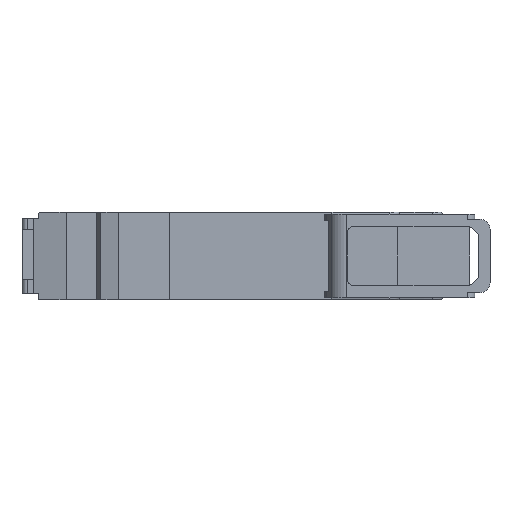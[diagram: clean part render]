
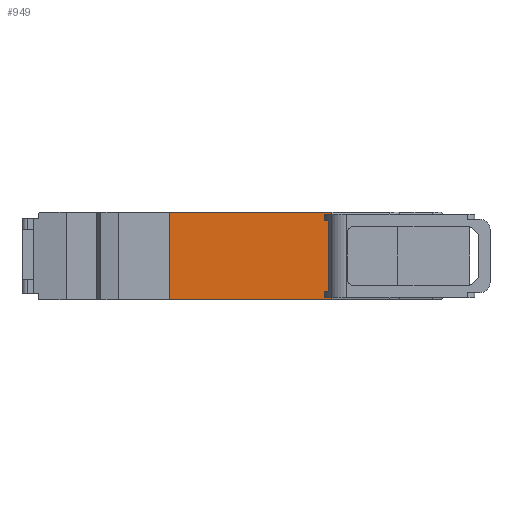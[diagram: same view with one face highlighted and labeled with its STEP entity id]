
A CAD part, front view. The second image highlights one B-rep face of the part: STEP entity #949.
In plain terms, the highlighted planar face has unit normal (0, -1, 0).
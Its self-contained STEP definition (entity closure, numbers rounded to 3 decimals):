
#949=ADVANCED_FACE('',(#2682),#2011,.T.);
#2011=PLANE('',#19326);
#2682=FACE_OUTER_BOUND('',#3714,.T.);
#3714=EDGE_LOOP('',(#8868,#8869,#8870,#8871,#8872,#8873,#8874,#8875,#8876,
#8877,#8878,#8879));
#4910=LINE('',#26482,#6779);
#4954=LINE('',#26592,#6823);
#5009=LINE('',#26730,#6878);
#5020=LINE('',#26754,#6889);
#5021=LINE('',#26756,#6890);
#5022=LINE('',#26758,#6891);
#5023=LINE('',#26760,#6892);
#5024=LINE('',#26762,#6893);
#5025=LINE('',#26764,#6894);
#5026=LINE('',#26766,#6895);
#5027=LINE('',#26768,#6896);
#5028=LINE('',#26770,#6897);
#6779=VECTOR('',#21100,1.);
#6823=VECTOR('',#21174,1.);
#6878=VECTOR('',#21271,1.);
#6889=VECTOR('',#21298,1.);
#6890=VECTOR('',#21301,1.);
#6891=VECTOR('',#21302,1.);
#6892=VECTOR('',#21303,1.);
#6893=VECTOR('',#21304,1.);
#6894=VECTOR('',#21305,1.);
#6895=VECTOR('',#21306,1.);
#6896=VECTOR('',#21307,1.);
#6897=VECTOR('',#21308,1.);
#8868=ORIENTED_EDGE('',*,*,#16067,.F.);
#8869=ORIENTED_EDGE('',*,*,#15984,.T.);
#8870=ORIENTED_EDGE('',*,*,#16055,.T.);
#8871=ORIENTED_EDGE('',*,*,#16068,.T.);
#8872=ORIENTED_EDGE('',*,*,#16069,.T.);
#8873=ORIENTED_EDGE('',*,*,#16070,.T.);
#8874=ORIENTED_EDGE('',*,*,#16071,.T.);
#8875=ORIENTED_EDGE('',*,*,#16072,.T.);
#8876=ORIENTED_EDGE('',*,*,#16073,.T.);
#8877=ORIENTED_EDGE('',*,*,#16074,.T.);
#8878=ORIENTED_EDGE('',*,*,#16075,.T.);
#8879=ORIENTED_EDGE('',*,*,#15928,.F.);
#14173=VERTEX_POINT('',#26481);
#14174=VERTEX_POINT('',#26483);
#14224=VERTEX_POINT('',#26591);
#14225=VERTEX_POINT('',#26593);
#14287=VERTEX_POINT('',#26731);
#14292=VERTEX_POINT('',#26757);
#14293=VERTEX_POINT('',#26759);
#14294=VERTEX_POINT('',#26761);
#14295=VERTEX_POINT('',#26763);
#14296=VERTEX_POINT('',#26765);
#14297=VERTEX_POINT('',#26767);
#14298=VERTEX_POINT('',#26769);
#15928=EDGE_CURVE('',#14173,#14174,#4910,.T.);
#15984=EDGE_CURVE('',#14225,#14224,#4954,.T.);
#16055=EDGE_CURVE('',#14224,#14287,#5009,.T.);
#16067=EDGE_CURVE('',#14225,#14173,#5020,.T.);
#16068=EDGE_CURVE('',#14287,#14292,#5021,.T.);
#16069=EDGE_CURVE('',#14292,#14293,#5022,.T.);
#16070=EDGE_CURVE('',#14293,#14294,#5023,.T.);
#16071=EDGE_CURVE('',#14294,#14295,#5024,.T.);
#16072=EDGE_CURVE('',#14295,#14296,#5025,.T.);
#16073=EDGE_CURVE('',#14296,#14297,#5026,.T.);
#16074=EDGE_CURVE('',#14297,#14298,#5027,.T.);
#16075=EDGE_CURVE('',#14298,#14174,#5028,.T.);
#19326=AXIS2_PLACEMENT_3D('',#26771,#21309,#21310);
#21100=DIRECTION('',(1.,0.,0.));
#21174=DIRECTION('',(1.,0.,0.));
#21271=DIRECTION('',(0.,0.,1.));
#21298=DIRECTION('',(0.,0.,1.));
#21301=DIRECTION('',(0.,0.,1.));
#21302=DIRECTION('',(0.,0.,1.));
#21303=DIRECTION('',(1.,0.,0.));
#21304=DIRECTION('',(0.,0.,1.));
#21305=DIRECTION('',(-1.,0.,0.));
#21306=DIRECTION('',(0.,0.,1.));
#21307=DIRECTION('',(0.,0.,1.));
#21308=DIRECTION('',(0.,0.,1.));
#21309=DIRECTION('',(0.,-1.,0.));
#21310=DIRECTION('',(0.,0.,-1.));
#26481=CARTESIAN_POINT('',(-4.,-55.8,0.));
#26482=CARTESIAN_POINT('',(-4.,-55.8,0.));
#26483=CARTESIAN_POINT('',(30.5,-55.8,0.));
#26591=CARTESIAN_POINT('',(30.5,-55.8,-17.5));
#26592=CARTESIAN_POINT('',(-4.,-55.8,-17.5));
#26593=CARTESIAN_POINT('',(-4.,-55.8,-17.5));
#26730=CARTESIAN_POINT('',(30.5,-55.8,-17.5));
#26731=CARTESIAN_POINT('',(30.5,-55.8,-17.1));
#26754=CARTESIAN_POINT('',(-4.,-55.8,-17.5));
#26756=CARTESIAN_POINT('',(30.5,-55.8,-17.5));
#26757=CARTESIAN_POINT('',(30.5,-55.8,-15.85));
#26758=CARTESIAN_POINT('',(30.5,-55.8,-17.5));
#26759=CARTESIAN_POINT('',(30.5,-55.8,-15.7));
#26760=CARTESIAN_POINT('',(30.95,-55.8,-15.7));
#26761=CARTESIAN_POINT('',(31.4,-55.8,-15.7));
#26762=CARTESIAN_POINT('',(31.4,-55.8,-15.7));
#26763=CARTESIAN_POINT('',(31.4,-55.8,-1.8));
#26764=CARTESIAN_POINT('',(30.95,-55.8,-1.8));
#26765=CARTESIAN_POINT('',(30.5,-55.8,-1.8));
#26766=CARTESIAN_POINT('',(30.5,-55.8,-17.5));
#26767=CARTESIAN_POINT('',(30.5,-55.8,-1.65));
#26768=CARTESIAN_POINT('',(30.5,-55.8,-17.5));
#26769=CARTESIAN_POINT('',(30.5,-55.8,-0.4));
#26770=CARTESIAN_POINT('',(30.5,-55.8,-17.5));
#26771=CARTESIAN_POINT('',(-4.,-55.8,-17.5));
